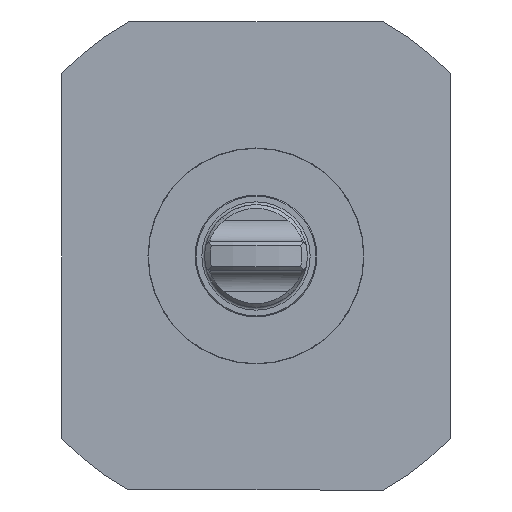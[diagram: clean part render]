
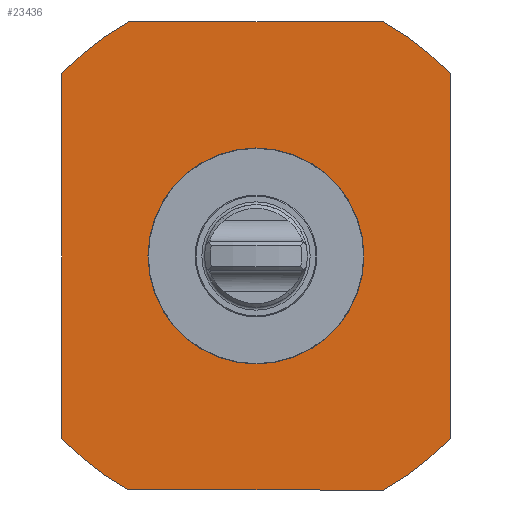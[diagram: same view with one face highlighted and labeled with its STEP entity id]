
A CAD part, front view. The second image highlights one B-rep face of the part: STEP entity #23436.
In plain terms, the highlighted planar face has unit normal (0, -1, 0).
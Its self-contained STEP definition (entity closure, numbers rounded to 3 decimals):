
#24 = CARTESIAN_POINT ( 'NONE',  ( 0., 0., 0. ) ) ;
#227 = DIRECTION ( 'NONE',  ( 0., 0., 1. ) ) ;
#237 = FACE_BOUND ( 'NONE', #4371, .T. ) ;
#1407 = CARTESIAN_POINT ( 'NONE',  ( 54., 0., 50.596 ) ) ;
#2093 = DIRECTION ( 'NONE',  ( 0., -1., 0. ) ) ;
#2138 = EDGE_CURVE ( 'NONE', #10997, #11938, #12675, .T. ) ;
#2237 = VERTEX_POINT ( 'NONE', #7995 ) ;
#2896 = DIRECTION ( 'NONE',  ( 0., -1., 0. ) ) ;
#3279 = VECTOR ( 'NONE', #8439, 1000. ) ;
#3802 = AXIS2_PLACEMENT_3D ( 'NONE', #16701, #2896, #10569 ) ;
#4074 = VERTEX_POINT ( 'NONE', #1407 ) ;
#4262 = CIRCLE ( 'NONE', #11877, 29.935 ) ;
#4343 = CARTESIAN_POINT ( 'NONE',  ( -35.369, 0., -65. ) ) ;
#4371 = EDGE_LOOP ( 'NONE', ( #21778 ) ) ;
#5365 = EDGE_CURVE ( 'NONE', #11938, #15094, #16843, .T. ) ;
#5803 = EDGE_CURVE ( 'NONE', #4074, #22506, #6797, .T. ) ;
#5975 = EDGE_CURVE ( 'NONE', #7087, #10308, #15285, .T. ) ;
#6797 = CIRCLE ( 'NONE', #13256, 74. ) ;
#7068 = CARTESIAN_POINT ( 'NONE',  ( 54., 0., 0. ) ) ;
#7087 = VERTEX_POINT ( 'NONE', #8908 ) ;
#7308 = CARTESIAN_POINT ( 'NONE',  ( 35.369, 0., 65. ) ) ;
#7500 = ORIENTED_EDGE ( 'NONE', *, *, #5365, .T. ) ;
#7504 = AXIS2_PLACEMENT_3D ( 'NONE', #24, #19291, #19412 ) ;
#7995 = CARTESIAN_POINT ( 'NONE',  ( -29.935, 0., 0. ) ) ;
#8033 = DIRECTION ( 'NONE',  ( 0., 0., 1. ) ) ;
#8272 = CARTESIAN_POINT ( 'NONE',  ( -54., 0., 0. ) ) ;
#8368 = ORIENTED_EDGE ( 'NONE', *, *, #5803, .T. ) ;
#8439 = DIRECTION ( 'NONE',  ( 1., 0., 0. ) ) ;
#8908 = CARTESIAN_POINT ( 'NONE',  ( -35.369, 0., 65. ) ) ;
#9226 = DIRECTION ( 'NONE',  ( 0., 0., 1. ) ) ;
#9334 = DIRECTION ( 'NONE',  ( 0., 1., 0. ) ) ;
#9841 = EDGE_CURVE ( 'NONE', #15094, #23229, #10232, .T. ) ;
#10232 = CIRCLE ( 'NONE', #3802, 74. ) ;
#10308 = VERTEX_POINT ( 'NONE', #16844 ) ;
#10569 = DIRECTION ( 'NONE',  ( 0., 0., 1. ) ) ;
#10997 = VERTEX_POINT ( 'NONE', #23346 ) ;
#11282 = CARTESIAN_POINT ( 'NONE',  ( 54., 0., -50.596 ) ) ;
#11640 = FACE_OUTER_BOUND ( 'NONE', #14034, .T. ) ;
#11722 = ORIENTED_EDGE ( 'NONE', *, *, #5975, .T. ) ;
#11773 = PLANE ( 'NONE',  #13549 ) ;
#11877 = AXIS2_PLACEMENT_3D ( 'NONE', #14873, #9334, #17123 ) ;
#11938 = VERTEX_POINT ( 'NONE', #4343 ) ;
#12234 = DIRECTION ( 'NONE',  ( 0., -1., 0. ) ) ;
#12352 = VECTOR ( 'NONE', #22806, 1000. ) ;
#12675 = CIRCLE ( 'NONE', #7504, 74. ) ;
#13068 = EDGE_CURVE ( 'NONE', #10997, #10308, #19522, .T. ) ;
#13173 = ORIENTED_EDGE ( 'NONE', *, *, #9841, .T. ) ;
#13256 = AXIS2_PLACEMENT_3D ( 'NONE', #23290, #13836, #21401 ) ;
#13317 = ORIENTED_EDGE ( 'NONE', *, *, #13068, .F. ) ;
#13549 = AXIS2_PLACEMENT_3D ( 'NONE', #14032, #12234, #21950 ) ;
#13716 = EDGE_CURVE ( 'NONE', #23229, #4074, #20841, .T. ) ;
#13836 = DIRECTION ( 'NONE',  ( 0., -1., 0. ) ) ;
#14032 = CARTESIAN_POINT ( 'NONE',  ( 0., 0., 0. ) ) ;
#14034 = EDGE_LOOP ( 'NONE', ( #8368, #22818, #11722, #13317, #16830, #7500, #13173, #14497 ) ) ;
#14256 = CARTESIAN_POINT ( 'NONE',  ( 0., 0., 65. ) ) ;
#14497 = ORIENTED_EDGE ( 'NONE', *, *, #13716, .T. ) ;
#14873 = CARTESIAN_POINT ( 'NONE',  ( 0., 0., 0. ) ) ;
#15094 = VERTEX_POINT ( 'NONE', #21464 ) ;
#15285 = CIRCLE ( 'NONE', #18396, 74. ) ;
#16701 = CARTESIAN_POINT ( 'NONE',  ( 0., 0., 0. ) ) ;
#16830 = ORIENTED_EDGE ( 'NONE', *, *, #2138, .T. ) ;
#16843 = LINE ( 'NONE', #19172, #12352 ) ;
#16844 = CARTESIAN_POINT ( 'NONE',  ( -54., 0., 50.596 ) ) ;
#17123 = DIRECTION ( 'NONE',  ( -1., 0., 0. ) ) ;
#18396 = AXIS2_PLACEMENT_3D ( 'NONE', #19486, #2093, #227 ) ;
#18446 = VECTOR ( 'NONE', #9226, 1000. ) ;
#19172 = CARTESIAN_POINT ( 'NONE',  ( 0., 0., -65. ) ) ;
#19291 = DIRECTION ( 'NONE',  ( 0., -1., 0. ) ) ;
#19412 = DIRECTION ( 'NONE',  ( 0., 0., 1. ) ) ;
#19486 = CARTESIAN_POINT ( 'NONE',  ( 0., 0., 0. ) ) ;
#19522 = LINE ( 'NONE', #8272, #19624 ) ;
#19624 = VECTOR ( 'NONE', #8033, 1000. ) ;
#20365 = EDGE_CURVE ( 'NONE', #7087, #22506, #21821, .T. ) ;
#20841 = LINE ( 'NONE', #7068, #18446 ) ;
#21401 = DIRECTION ( 'NONE',  ( 0., 0., 1. ) ) ;
#21464 = CARTESIAN_POINT ( 'NONE',  ( 35.369, 0., -65. ) ) ;
#21778 = ORIENTED_EDGE ( 'NONE', *, *, #22532, .T. ) ;
#21821 = LINE ( 'NONE', #14256, #3279 ) ;
#21950 = DIRECTION ( 'NONE',  ( 0., 0., 1. ) ) ;
#22506 = VERTEX_POINT ( 'NONE', #7308 ) ;
#22532 = EDGE_CURVE ( 'NONE', #2237, #2237, #4262, .T. ) ;
#22806 = DIRECTION ( 'NONE',  ( 1., 0., 0. ) ) ;
#22818 = ORIENTED_EDGE ( 'NONE', *, *, #20365, .F. ) ;
#23229 = VERTEX_POINT ( 'NONE', #11282 ) ;
#23290 = CARTESIAN_POINT ( 'NONE',  ( 0., 0., 0. ) ) ;
#23346 = CARTESIAN_POINT ( 'NONE',  ( -54., 0., -50.596 ) ) ;
#23436 = ADVANCED_FACE ( 'Defeature completata1_4', ( #11640, #237 ), #11773, .T. ) ;
